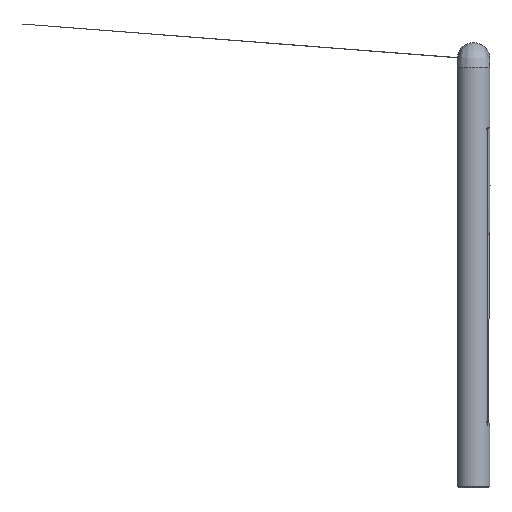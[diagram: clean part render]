
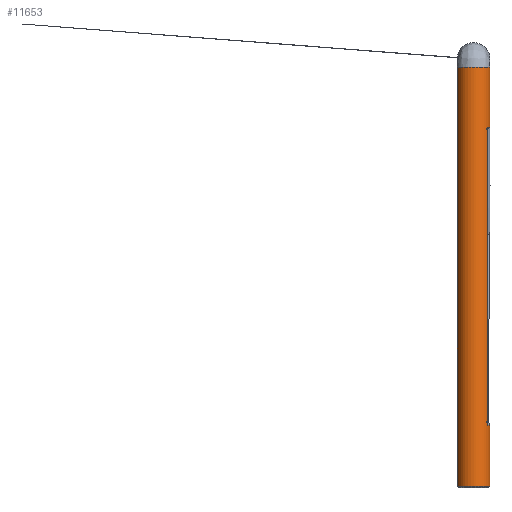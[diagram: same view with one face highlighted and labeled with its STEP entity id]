
A CAD part, left-side view. The second image highlights one B-rep face of the part: STEP entity #11653.
In plain terms, the highlighted cylindrical face has radius 4 mm (diameter 8 mm), a partial arc.
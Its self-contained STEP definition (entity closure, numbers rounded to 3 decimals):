
#1432=CIRCLE('',#11968,4.);
#1437=CIRCLE('',#11995,4.);
#1445=CIRCLE('',#12014,4.);
#1446=CIRCLE('',#12015,4.);
#1473=CYLINDRICAL_SURFACE('',#12013,4.);
#2052=FACE_OUTER_BOUND('',#2791,.T.);
#2791=EDGE_LOOP('',(#10107,#10108,#10109,#10110,#10111,#10112,#10113,#10114));
#3039=LINE('',#14247,#3827);
#3376=LINE('',#36477,#4164);
#3378=LINE('',#36485,#4166);
#3450=LINE('',#38582,#4238);
#3827=VECTOR('',#12376,10.);
#4164=VECTOR('',#12917,10.);
#4166=VECTOR('',#12921,10.);
#4238=VECTOR('',#13071,10.);
#4571=VERTEX_POINT('',#13800);
#4608=VERTEX_POINT('',#14124);
#4614=VERTEX_POINT('',#14243);
#4616=VERTEX_POINT('',#14246);
#5313=VERTEX_POINT('',#36451);
#5317=VERTEX_POINT('',#36476);
#5318=VERTEX_POINT('',#36480);
#5406=VERTEX_POINT('',#38581);
#5709=EDGE_CURVE('',#4616,#4614,#3039,.T.);
#6851=EDGE_CURVE('',#5313,#4608,#1432,.T.);
#6858=EDGE_CURVE('',#5317,#4608,#3376,.T.);
#6861=EDGE_CURVE('',#5313,#5318,#3378,.T.);
#6990=EDGE_CURVE('',#5317,#4614,#1437,.T.);
#7021=EDGE_CURVE('',#4571,#5318,#1445,.T.);
#7022=EDGE_CURVE('',#4571,#5406,#3450,.T.);
#7023=EDGE_CURVE('',#4616,#5406,#1446,.T.);
#10107=ORIENTED_EDGE('',*,*,#6861,.T.);
#10108=ORIENTED_EDGE('',*,*,#7021,.F.);
#10109=ORIENTED_EDGE('',*,*,#7022,.T.);
#10110=ORIENTED_EDGE('',*,*,#7023,.F.);
#10111=ORIENTED_EDGE('',*,*,#5709,.T.);
#10112=ORIENTED_EDGE('',*,*,#6990,.F.);
#10113=ORIENTED_EDGE('',*,*,#6858,.T.);
#10114=ORIENTED_EDGE('',*,*,#6851,.F.);
#11653=ADVANCED_FACE('',(#2052),#1473,.T.);
#11968=AXIS2_PLACEMENT_3D('',#36462,#12899,#12900);
#11995=AXIS2_PLACEMENT_3D('',#38480,#13013,#13014);
#12013=AXIS2_PLACEMENT_3D('',#38579,#13067,#13068);
#12014=AXIS2_PLACEMENT_3D('',#38580,#13069,#13070);
#12015=AXIS2_PLACEMENT_3D('',#38583,#13072,#13073);
#12376=DIRECTION('',(0.,0.,-1.));
#12899=DIRECTION('center_axis',(0.,0.,
1.));
#12900=DIRECTION('ref_axis',(-0.259,-0.966,0.));
#12917=DIRECTION('',(0.,0.,1.));
#12921=DIRECTION('',(0.,0.,1.));
#13013=DIRECTION('center_axis',(0.,0.,-1.));
#13014=DIRECTION('ref_axis',(-0.707,-0.707,0.));
#13067=DIRECTION('center_axis',(0.,0.,-1.));
#13068=DIRECTION('ref_axis',(-0.707,-0.707,0.));
#13069=DIRECTION('center_axis',(0.,0.,
-1.));
#13070=DIRECTION('ref_axis',(-0.707,-0.707,0.));
#13071=DIRECTION('',(0.,0.,1.));
#13072=DIRECTION('center_axis',(0.,0.,1.));
#13073=DIRECTION('ref_axis',(-1.,0.,0.));
#13800=CARTESIAN_POINT('',(-213.3,-113.215,-24.525));
#14124=CARTESIAN_POINT('',(-213.3,-113.215,-97.015));
#14243=CARTESIAN_POINT('',(-213.3,-105.215,-111.815));
#14246=CARTESIAN_POINT('',(-213.3,-105.215,-10.015));
#14247=CARTESIAN_POINT('',(-213.3,-105.215,-31.065));
#36451=CARTESIAN_POINT('',(-215.3,-112.679,-97.015));
#36462=CARTESIAN_POINT('Origin',(-213.3,-109.215,-97.015));
#36476=CARTESIAN_POINT('',(-213.3,-113.215,-111.815));
#36477=CARTESIAN_POINT('',(-213.3,-113.215,-31.065));
#36480=CARTESIAN_POINT('',(-215.3,-112.679,-24.525));
#36485=CARTESIAN_POINT('',(-215.3,-112.679,-31.065));
#38480=CARTESIAN_POINT('Origin',(-213.3,-109.215,-111.815));
#38579=CARTESIAN_POINT('Origin',(-213.3,-109.215,-31.065));
#38580=CARTESIAN_POINT('Origin',(-213.3,-109.215,-24.525));
#38581=CARTESIAN_POINT('',(-213.3,-113.215,-10.015));
#38582=CARTESIAN_POINT('',(-213.3,-113.215,-31.065));
#38583=CARTESIAN_POINT('Origin',(-213.3,-109.215,-10.015));
